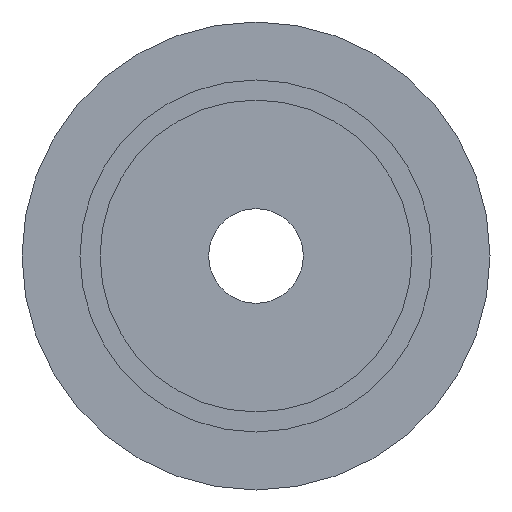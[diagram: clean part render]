
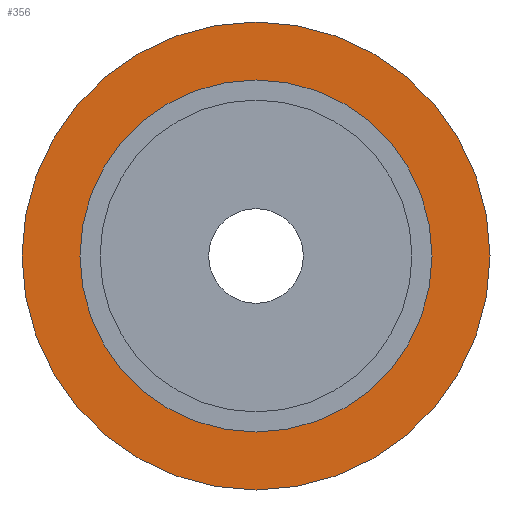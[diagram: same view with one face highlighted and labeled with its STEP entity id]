
A CAD part, front view. The second image highlights one B-rep face of the part: STEP entity #356.
In plain terms, the highlighted planar face has unit normal (0, -1, 0).
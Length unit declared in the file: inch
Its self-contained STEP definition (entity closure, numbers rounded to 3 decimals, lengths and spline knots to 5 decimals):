
#9 = AXIS2_PLACEMENT_3D ( 'NONE', #217, #496, #341 ) ;
#13 = AXIS2_PLACEMENT_3D ( 'NONE', #345, #339, #411 ) ;
#14 = ORIENTED_EDGE ( 'NONE', *, *, #439, .T. ) ;
#19 = EDGE_CURVE ( 'NONE', #237, #355, #184, .T. ) ;
#33 = ORIENTED_EDGE ( 'NONE', *, *, #402, .F. ) ;
#41 = FACE_BOUND ( 'NONE', #81, .T. ) ;
#75 = AXIS2_PLACEMENT_3D ( 'NONE', #285, #403, #407 ) ;
#81 = EDGE_LOOP ( 'NONE', ( #426, #14 ) ) ;
#82 = DIRECTION ( 'NONE',  ( 0., 0., 1. ) ) ;
#87 = AXIS2_PLACEMENT_3D ( 'NONE', #487, #447, #82 ) ;
#118 = VERTEX_POINT ( 'NONE', #139 ) ;
#139 = CARTESIAN_POINT ( 'NONE',  ( 0., -0.2, -1.08 ) ) ;
#179 = CIRCLE ( 'NONE', #313, 0.8125 ) ;
#180 = DIRECTION ( 'NONE',  ( 0., 1., 0. ) ) ;
#184 = CIRCLE ( 'NONE', #13, 0.8125 ) ;
#217 = CARTESIAN_POINT ( 'NONE',  ( 0., -0.2, 0. ) ) ;
#229 = CIRCLE ( 'NONE', #9, 1.08 ) ;
#237 = VERTEX_POINT ( 'NONE', #467 ) ;
#240 = VERTEX_POINT ( 'NONE', #273 ) ;
#263 = DIRECTION ( 'NONE',  ( 0., 0., 1. ) ) ;
#273 = CARTESIAN_POINT ( 'NONE',  ( 0., -0.2, 1.08 ) ) ;
#285 = CARTESIAN_POINT ( 'NONE',  ( 0., -0.2, 0. ) ) ;
#313 = AXIS2_PLACEMENT_3D ( 'NONE', #344, #180, #263 ) ;
#319 = PLANE ( 'NONE',  #87 ) ;
#321 = EDGE_CURVE ( 'NONE', #118, #240, #343, .T. ) ;
#339 = DIRECTION ( 'NONE',  ( 0., 1., 0. ) ) ;
#341 = DIRECTION ( 'NONE',  ( 0., 0., 1. ) ) ;
#343 = CIRCLE ( 'NONE', #75, 1.08 ) ;
#344 = CARTESIAN_POINT ( 'NONE',  ( 0., -0.2, 0. ) ) ;
#345 = CARTESIAN_POINT ( 'NONE',  ( 0., -0.2, 0. ) ) ;
#355 = VERTEX_POINT ( 'NONE', #358 ) ;
#356 = ADVANCED_FACE ( 'NONE', ( #399, #41 ), #319, .F. ) ;
#358 = CARTESIAN_POINT ( 'NONE',  ( 0., -0.2, -0.8125 ) ) ;
#399 = FACE_OUTER_BOUND ( 'NONE', #406, .T. ) ;
#402 = EDGE_CURVE ( 'NONE', #240, #118, #229, .T. ) ;
#403 = DIRECTION ( 'NONE',  ( 0., 1., 0. ) ) ;
#406 = EDGE_LOOP ( 'NONE', ( #33, #511 ) ) ;
#407 = DIRECTION ( 'NONE',  ( 0., 0., 1. ) ) ;
#411 = DIRECTION ( 'NONE',  ( 0., 0., 1. ) ) ;
#426 = ORIENTED_EDGE ( 'NONE', *, *, #19, .T. ) ;
#439 = EDGE_CURVE ( 'NONE', #355, #237, #179, .T. ) ;
#447 = DIRECTION ( 'NONE',  ( 0., 1., 0. ) ) ;
#467 = CARTESIAN_POINT ( 'NONE',  ( 0., -0.2, 0.8125 ) ) ;
#487 = CARTESIAN_POINT ( 'NONE',  ( 1.08, -0.2, 0. ) ) ;
#496 = DIRECTION ( 'NONE',  ( 0., 1., 0. ) ) ;
#511 = ORIENTED_EDGE ( 'NONE', *, *, #321, .F. ) ;
